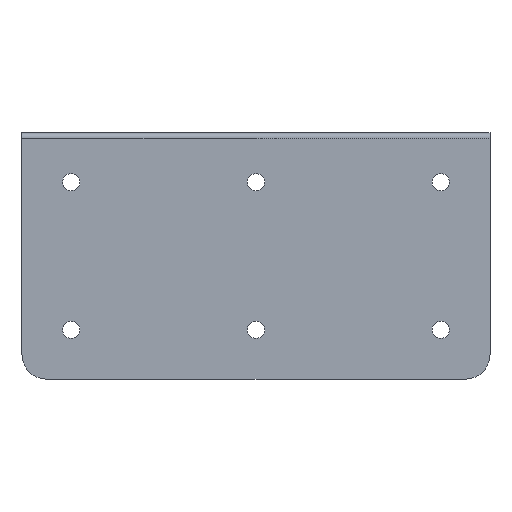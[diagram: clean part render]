
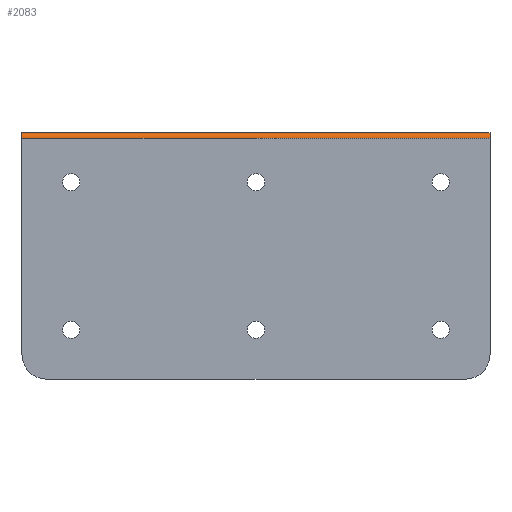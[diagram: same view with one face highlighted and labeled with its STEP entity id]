
A CAD part, front view. The second image highlights one B-rep face of the part: STEP entity #2083.
In plain terms, the highlighted cylindrical face has radius 2.2 mm (diameter 4.4 mm), a partial arc.
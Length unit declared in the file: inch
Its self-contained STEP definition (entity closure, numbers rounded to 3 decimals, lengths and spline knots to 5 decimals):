
#32 = FACE_OUTER_BOUND ( 'NONE', #2372, .T. ) ;
#73 = DIRECTION ( 'NONE',  ( -1., 0., 0. ) ) ;
#142 = AXIS2_PLACEMENT_3D ( 'NONE', #2665, #2392, #1078 ) ;
#232 = CIRCLE ( 'NONE', #3352, 0.08661 ) ;
#283 = LINE ( 'NONE', #2259, #481 ) ;
#397 = AXIS2_PLACEMENT_3D ( 'NONE', #1023, #3147, #1519 ) ;
#453 = EDGE_CURVE ( 'NONE', #864, #1354, #2011, .T. ) ;
#481 = VECTOR ( 'NONE', #912, 39.37008 ) ;
#864 = VERTEX_POINT ( 'NONE', #1124 ) ;
#912 = DIRECTION ( 'NONE',  ( -1., 0., 0. ) ) ;
#921 = EDGE_CURVE ( 'NONE', #2356, #2193, #283, .T. ) ;
#951 = ORIENTED_EDGE ( 'NONE', *, *, #1201, .F. ) ;
#1023 = CARTESIAN_POINT ( 'NONE',  ( 3.74016, 0.08661, 1.88189 ) ) ;
#1078 = DIRECTION ( 'NONE',  ( 0., 0., 1. ) ) ;
#1124 = CARTESIAN_POINT ( 'NONE',  ( 3.74016, 0.08661, 1.9685 ) ) ;
#1201 = EDGE_CURVE ( 'NONE', #864, #2356, #3281, .T. ) ;
#1354 = VERTEX_POINT ( 'NONE', #1416 ) ;
#1416 = CARTESIAN_POINT ( 'NONE',  ( -3.74016, 0.08661, 1.9685 ) ) ;
#1443 = CARTESIAN_POINT ( 'NONE',  ( 3.74016, 0., 1.88189 ) ) ;
#1519 = DIRECTION ( 'NONE',  ( 0., 0., 1. ) ) ;
#1607 = CYLINDRICAL_SURFACE ( 'NONE', #142, 0.08661 ) ;
#1901 = DIRECTION ( 'NONE',  ( 1., 0., 0. ) ) ;
#1921 = CARTESIAN_POINT ( 'NONE',  ( -3.74016, 0., 1.88189 ) ) ;
#2011 = LINE ( 'NONE', #2941, #2256 ) ;
#2083 = ADVANCED_FACE ( 'NONE', ( #32 ), #1607, .T. ) ;
#2157 = ORIENTED_EDGE ( 'NONE', *, *, #453, .T. ) ;
#2166 = DIRECTION ( 'NONE',  ( 0., 0., 1. ) ) ;
#2187 = EDGE_CURVE ( 'NONE', #1354, #2193, #232, .T. ) ;
#2193 = VERTEX_POINT ( 'NONE', #1921 ) ;
#2256 = VECTOR ( 'NONE', #73, 39.37008 ) ;
#2259 = CARTESIAN_POINT ( 'NONE',  ( 3.74016, 0., 1.88189 ) ) ;
#2341 = ORIENTED_EDGE ( 'NONE', *, *, #2187, .T. ) ;
#2356 = VERTEX_POINT ( 'NONE', #1443 ) ;
#2359 = ORIENTED_EDGE ( 'NONE', *, *, #921, .F. ) ;
#2372 = EDGE_LOOP ( 'NONE', ( #2341, #2359, #951, #2157 ) ) ;
#2392 = DIRECTION ( 'NONE',  ( -1., 0., 0. ) ) ;
#2665 = CARTESIAN_POINT ( 'NONE',  ( 3.74016, 0.08661, 1.88189 ) ) ;
#2941 = CARTESIAN_POINT ( 'NONE',  ( 3.74016, 0.08661, 1.9685 ) ) ;
#3147 = DIRECTION ( 'NONE',  ( 1., 0., 0. ) ) ;
#3235 = CARTESIAN_POINT ( 'NONE',  ( -3.74016, 0.08661, 1.88189 ) ) ;
#3281 = CIRCLE ( 'NONE', #397, 0.08661 ) ;
#3352 = AXIS2_PLACEMENT_3D ( 'NONE', #3235, #1901, #2166 ) ;
